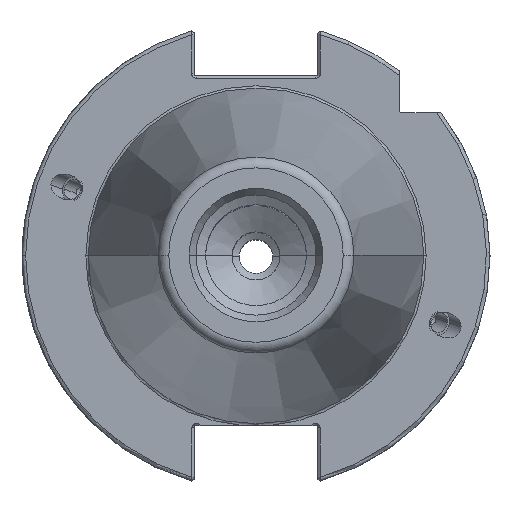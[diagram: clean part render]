
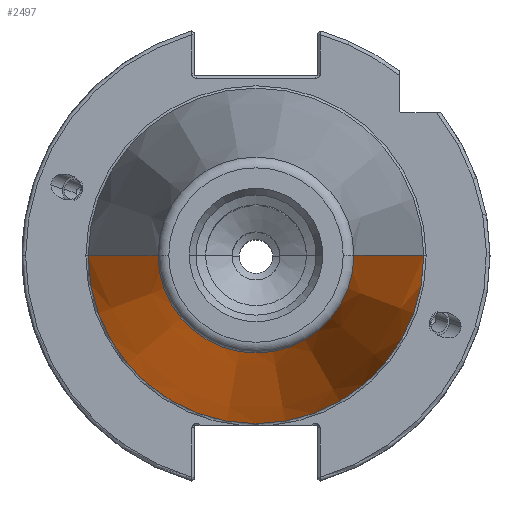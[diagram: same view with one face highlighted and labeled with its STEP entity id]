
A CAD part, top view. The second image highlights one B-rep face of the part: STEP entity #2497.
In plain terms, the highlighted conical face has half-angle 8.297 degrees and reference radius 20.108 mm.
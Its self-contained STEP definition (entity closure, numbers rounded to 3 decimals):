
#47 = CARTESIAN_POINT ( 'NONE',  ( 0., 0., 101.6 ) ) ;
#122 = EDGE_LOOP ( 'NONE', ( #3712, #7341, #2160, #2240 ) ) ;
#127 = CARTESIAN_POINT ( 'NONE',  ( 20.389, 0., 99.675 ) ) ;
#204 = FACE_OUTER_BOUND ( 'NONE', #122, .T. ) ;
#704 = EDGE_CURVE ( 'NONE', #1566, #4433, #5463, .T. ) ;
#1063 = DIRECTION ( 'NONE',  ( -0.144, 0., -0.99 ) ) ;
#1375 = VECTOR ( 'NONE', #1063, 1000. ) ;
#1555 = EDGE_CURVE ( 'NONE', #5453, #2656, #1969, .T. ) ;
#1566 = VERTEX_POINT ( 'NONE', #127 ) ;
#1771 = DIRECTION ( 'NONE',  ( 0., 0., -1. ) ) ;
#1969 = LINE ( 'NONE', #3706, #1375 ) ;
#1983 = EDGE_CURVE ( 'NONE', #1566, #5453, #8304, .T. ) ;
#2017 = AXIS2_PLACEMENT_3D ( 'NONE', #7529, #1771, #4844 ) ;
#2040 = EDGE_CURVE ( 'NONE', #4433, #2656, #8919, .T. ) ;
#2160 = ORIENTED_EDGE ( 'NONE', *, *, #1555, .T. ) ;
#2240 = ORIENTED_EDGE ( 'NONE', *, *, #2040, .F. ) ;
#2497 = ADVANCED_FACE ( 'NONE', ( #204 ), #8128, .T. ) ;
#2656 = VERTEX_POINT ( 'NONE', #3610 ) ;
#2913 = CARTESIAN_POINT ( 'NONE',  ( -20.389, 0., 99.675 ) ) ;
#3585 = DIRECTION ( 'NONE',  ( 0., 0., -1. ) ) ;
#3610 = CARTESIAN_POINT ( 'NONE',  ( -34.925, 0., 0. ) ) ;
#3706 = CARTESIAN_POINT ( 'NONE',  ( -20.108, 0., 101.6 ) ) ;
#3712 = ORIENTED_EDGE ( 'NONE', *, *, #704, .F. ) ;
#4433 = VERTEX_POINT ( 'NONE', #6585 ) ;
#4844 = DIRECTION ( 'NONE',  ( 1., 0., 0. ) ) ;
#5453 = VERTEX_POINT ( 'NONE', #2913 ) ;
#5463 = LINE ( 'NONE', #5747, #5908 ) ;
#5747 = CARTESIAN_POINT ( 'NONE',  ( 20.108, 0., 101.6 ) ) ;
#5908 = VECTOR ( 'NONE', #7938, 1000. ) ;
#6380 = DIRECTION ( 'NONE',  ( -1., 0., 0. ) ) ;
#6585 = CARTESIAN_POINT ( 'NONE',  ( 34.925, 0., 0. ) ) ;
#6813 = AXIS2_PLACEMENT_3D ( 'NONE', #7429, #8895, #6951 ) ;
#6951 = DIRECTION ( 'NONE',  ( -1., 0., 0. ) ) ;
#7341 = ORIENTED_EDGE ( 'NONE', *, *, #1983, .T. ) ;
#7429 = CARTESIAN_POINT ( 'NONE',  ( 0., 0., 0. ) ) ;
#7529 = CARTESIAN_POINT ( 'NONE',  ( 0., 0., 99.675 ) ) ;
#7764 = AXIS2_PLACEMENT_3D ( 'NONE', #47, #3585, #6380 ) ;
#7938 = DIRECTION ( 'NONE',  ( 0.144, 0., -0.99 ) ) ;
#8128 = CONICAL_SURFACE ( 'NONE', #7764, 20.108, 0.145 ) ;
#8304 = CIRCLE ( 'NONE', #2017, 20.389 ) ;
#8895 = DIRECTION ( 'NONE',  ( 0., 0., -1. ) ) ;
#8919 = CIRCLE ( 'NONE', #6813, 34.925 ) ;
